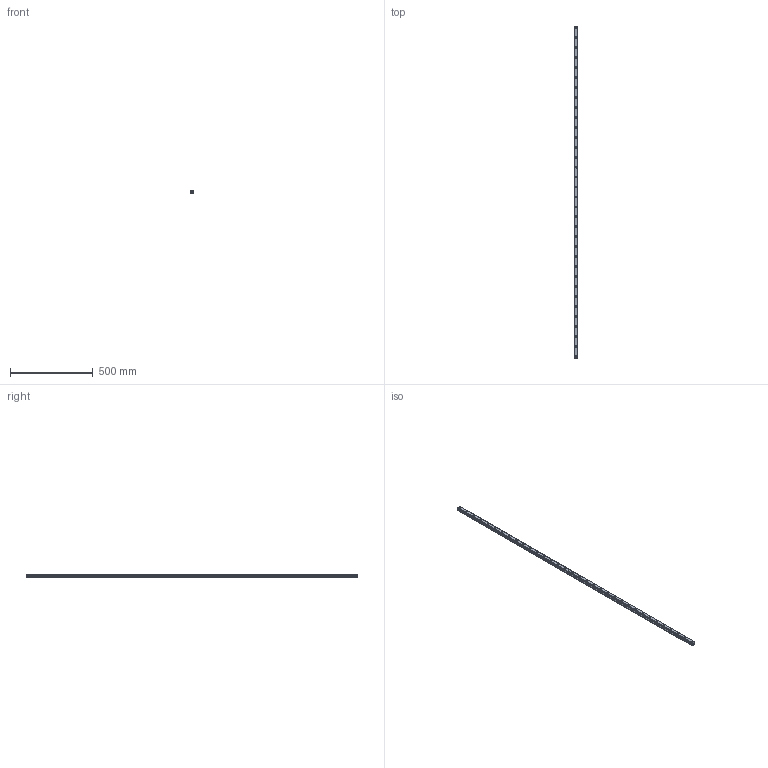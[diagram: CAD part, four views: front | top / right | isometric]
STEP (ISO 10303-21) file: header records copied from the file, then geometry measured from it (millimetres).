
FILE_DESCRIPTION(('STEP AP214'),'1');
FILE_NAME('cctmp_93EDAA12-D6C9-4191-B7A7-074D763513BB_2020_5_28_9_23_50_37..stp','2020-05-28T07:23:50',('HIWIN GmbH'),('CADClick - www.CADClick.com'),'Spatial InterOp 3D',' ','unknown authorization');
FILE_SCHEMA(('AUTOMOTIVE_DESIGN'));
Length unit declared in the file: millimetre
Products named in the file (1): HGR25R2000H_FILE
Bounding box: 23 x 2000 x 22 mm (x, y, z)
Volume: 830633.7 mm3; surface area: 206180.8 mm2
Topology: 1 solids, 1 shells, 519 faces, 1335 edges, 890 vertices
Faces by surface type: plane 293, cylinder 226
Entity records: 20329 total; most frequent: DIRECTION 3099, CARTESIAN_POINT 2745, ORIENTED_EDGE 2670, EDGE_CURVE 1335, AXIS2_PLACEMENT_3D 1244, VERTEX_POINT 890, LINE 611, VECTOR 611
